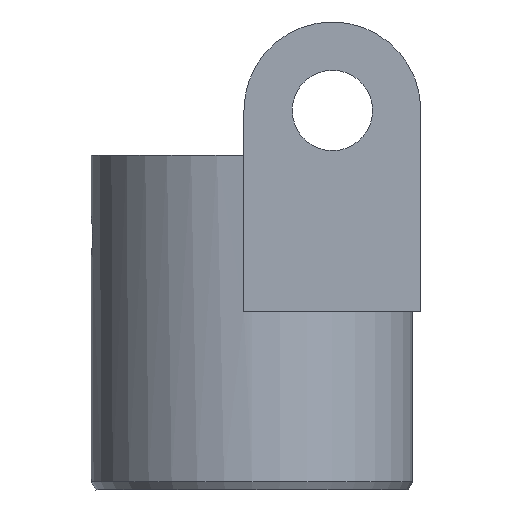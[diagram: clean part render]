
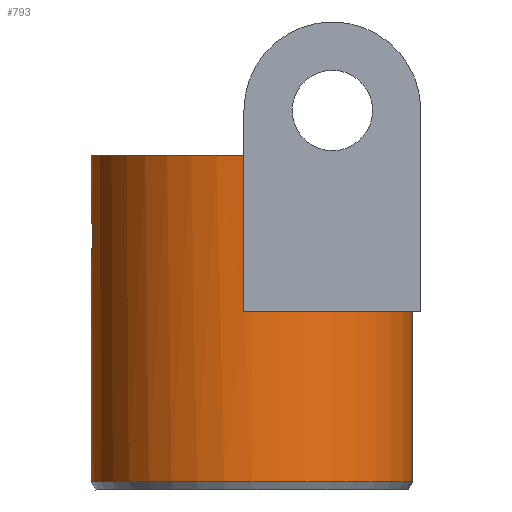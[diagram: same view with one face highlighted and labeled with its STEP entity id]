
A CAD part, left-side view. The second image highlights one B-rep face of the part: STEP entity #793.
In plain terms, the highlighted cylindrical face has radius 10 mm (diameter 20 mm), a full revolution.
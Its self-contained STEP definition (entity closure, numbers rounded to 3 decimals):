
#19=B_SPLINE_CURVE_WITH_KNOTS('',3,(#1265,#1266,#1267,#1268,#1269,#1270,
#1271,#1272,#1273,#1274,#1275,#1276,#1277,#1278,#1279,#1280,#1281,#1282,
#1283,#1284,#1285,#1286,#1287,#1288,#1289,#1290,#1291,#1292,#1293,#1294,
#1295,#1296,#1297,#1298),.UNSPECIFIED.,.T.,.F.,(4,2,2,2,2,2,2,2,2,2,2,2,
2,2,2,2,4),(0.,0.047,0.094,0.141,
0.189,0.236,0.283,0.33,
0.377,0.424,0.471,0.519,
0.566,0.613,0.66,0.707,0.754),
 .UNSPECIFIED.);
#23=CYLINDRICAL_SURFACE('',#856,10.);
#43=LINE('',#1310,#115);
#44=LINE('',#1314,#116);
#45=LINE('',#1319,#117);
#115=VECTOR('',#962,9.7);
#116=VECTOR('',#965,9.7);
#117=VECTOR('',#970,10.);
#187=FACE_BOUND('',#247,.T.);
#201=FACE_OUTER_BOUND('',#246,.T.);
#246=EDGE_LOOP('',(#557,#558,#559,#560,#561,#562,#563,#564,#565,#566));
#247=EDGE_LOOP('',(#567));
#299=CIRCLE('',#857,10.);
#300=CIRCLE('',#858,10.);
#301=CIRCLE('',#859,10.);
#302=CIRCLE('',#860,10.);
#303=CIRCLE('',#861,10.);
#304=CIRCLE('',#862,10.);
#342=VERTEX_POINT('',#1263);
#345=VERTEX_POINT('',#1306);
#346=VERTEX_POINT('',#1307);
#347=VERTEX_POINT('',#1309);
#348=VERTEX_POINT('',#1311);
#349=VERTEX_POINT('',#1313);
#350=VERTEX_POINT('',#1315);
#351=VERTEX_POINT('',#1318);
#352=VERTEX_POINT('',#1320);
#424=EDGE_CURVE('',#342,#342,#19,.T.);
#428=EDGE_CURVE('',#345,#346,#299,.T.);
#429=EDGE_CURVE('',#345,#347,#43,.T.);
#430=EDGE_CURVE('',#348,#347,#300,.T.);
#431=EDGE_CURVE('',#349,#348,#44,.T.);
#432=EDGE_CURVE('',#350,#349,#301,.T.);
#433=EDGE_CURVE('',#346,#350,#302,.T.);
#434=EDGE_CURVE('',#346,#351,#45,.T.);
#435=EDGE_CURVE('',#352,#351,#303,.T.);
#436=EDGE_CURVE('',#351,#352,#304,.T.);
#557=ORIENTED_EDGE('',*,*,#428,.F.);
#558=ORIENTED_EDGE('',*,*,#429,.T.);
#559=ORIENTED_EDGE('',*,*,#430,.F.);
#560=ORIENTED_EDGE('',*,*,#431,.F.);
#561=ORIENTED_EDGE('',*,*,#432,.F.);
#562=ORIENTED_EDGE('',*,*,#433,.F.);
#563=ORIENTED_EDGE('',*,*,#434,.T.);
#564=ORIENTED_EDGE('',*,*,#435,.F.);
#565=ORIENTED_EDGE('',*,*,#436,.F.);
#566=ORIENTED_EDGE('',*,*,#434,.F.);
#567=ORIENTED_EDGE('',*,*,#424,.T.);
#793=ADVANCED_FACE('',(#201,#187),#23,.T.);
#856=AXIS2_PLACEMENT_3D('',#1305,#958,#959);
#857=AXIS2_PLACEMENT_3D('',#1308,#960,#961);
#858=AXIS2_PLACEMENT_3D('',#1312,#963,#964);
#859=AXIS2_PLACEMENT_3D('',#1316,#966,#967);
#860=AXIS2_PLACEMENT_3D('',#1317,#968,#969);
#861=AXIS2_PLACEMENT_3D('',#1321,#971,#972);
#862=AXIS2_PLACEMENT_3D('',#1322,#973,#974);
#958=DIRECTION('center_axis',(0.,0.,1.));
#959=DIRECTION('ref_axis',(1.,0.,0.));
#960=DIRECTION('center_axis',(0.,0.,1.));
#961=DIRECTION('ref_axis',(-0.999,0.05,0.));
#962=DIRECTION('',(0.,0.,1.));
#963=DIRECTION('center_axis',(0.,0.,1.));
#964=DIRECTION('ref_axis',(0.999,0.05,0.));
#965=DIRECTION('',(0.,0.,1.));
#966=DIRECTION('center_axis',(0.,0.,1.));
#967=DIRECTION('ref_axis',(1.,0.,0.));
#968=DIRECTION('center_axis',(0.,0.,1.));
#969=DIRECTION('ref_axis',(-0.999,0.05,0.));
#970=DIRECTION('',(0.,0.,-1.));
#971=DIRECTION('center_axis',(0.,0.,-1.));
#972=DIRECTION('ref_axis',(-1.,0.,0.));
#973=DIRECTION('center_axis',(0.,0.,-1.));
#974=DIRECTION('ref_axis',(-1.,0.,0.));
#1263=CARTESIAN_POINT('',(1.25,9.922,6.));
#1265=CARTESIAN_POINT('Ctrl Pts',(-1.25,9.922,6.));
#1266=CARTESIAN_POINT('Ctrl Pts',(-1.25,9.922,5.843));
#1267=CARTESIAN_POINT('Ctrl Pts',(-1.219,9.926,5.675));
#1268=CARTESIAN_POINT('Ctrl Pts',(-1.091,9.941,5.367));
#1269=CARTESIAN_POINT('Ctrl Pts',(-0.995,9.951,5.227));
#1270=CARTESIAN_POINT('Ctrl Pts',(-0.773,9.971,5.005));
#1271=CARTESIAN_POINT('Ctrl Pts',(-0.633,9.981,4.909));
#1272=CARTESIAN_POINT('Ctrl Pts',(-0.325,9.996,4.781));
#1273=CARTESIAN_POINT('Ctrl Pts',(-0.157,10.,4.75));
#1274=CARTESIAN_POINT('Ctrl Pts',(0.157,10.,4.75));
#1275=CARTESIAN_POINT('Ctrl Pts',(0.325,9.996,4.781));
#1276=CARTESIAN_POINT('Ctrl Pts',(0.633,9.981,4.909));
#1277=CARTESIAN_POINT('Ctrl Pts',(0.773,9.971,5.005));
#1278=CARTESIAN_POINT('Ctrl Pts',(0.995,9.951,5.227));
#1279=CARTESIAN_POINT('Ctrl Pts',(1.091,9.941,5.367));
#1280=CARTESIAN_POINT('Ctrl Pts',(1.219,9.926,5.675));
#1281=CARTESIAN_POINT('Ctrl Pts',(1.25,9.922,5.843));
#1282=CARTESIAN_POINT('Ctrl Pts',(1.25,9.922,6.157));
#1283=CARTESIAN_POINT('Ctrl Pts',(1.219,9.926,6.325));
#1284=CARTESIAN_POINT('Ctrl Pts',(1.091,9.941,6.633));
#1285=CARTESIAN_POINT('Ctrl Pts',(0.995,9.951,6.773));
#1286=CARTESIAN_POINT('Ctrl Pts',(0.773,9.971,6.995));
#1287=CARTESIAN_POINT('Ctrl Pts',(0.633,9.981,7.091));
#1288=CARTESIAN_POINT('Ctrl Pts',(0.325,9.996,7.219));
#1289=CARTESIAN_POINT('Ctrl Pts',(0.157,10.,7.25));
#1290=CARTESIAN_POINT('Ctrl Pts',(-0.157,10.,7.25));
#1291=CARTESIAN_POINT('Ctrl Pts',(-0.325,9.996,7.219));
#1292=CARTESIAN_POINT('Ctrl Pts',(-0.633,9.981,7.091));
#1293=CARTESIAN_POINT('Ctrl Pts',(-0.773,9.971,6.995));
#1294=CARTESIAN_POINT('Ctrl Pts',(-0.995,9.951,6.773));
#1295=CARTESIAN_POINT('Ctrl Pts',(-1.091,9.941,6.633));
#1296=CARTESIAN_POINT('Ctrl Pts',(-1.219,9.926,6.325));
#1297=CARTESIAN_POINT('Ctrl Pts',(-1.25,9.922,6.157));
#1298=CARTESIAN_POINT('Ctrl Pts',(-1.25,9.922,6.));
#1305=CARTESIAN_POINT('Origin',(0.,0.,-9.8));
#1306=CARTESIAN_POINT('',(-9.987,0.5,1.3));
#1307=CARTESIAN_POINT('',(-10.,0.,1.3));
#1308=CARTESIAN_POINT('Origin',(0.,0.,1.3));
#1309=CARTESIAN_POINT('',(-9.987,0.5,11.));
#1310=CARTESIAN_POINT('',(-9.987,0.5,1.3));
#1311=CARTESIAN_POINT('',(9.987,0.5,11.));
#1312=CARTESIAN_POINT('Origin',(0.,0.,11.));
#1313=CARTESIAN_POINT('',(9.987,0.5,1.3));
#1314=CARTESIAN_POINT('',(9.987,0.5,1.3));
#1315=CARTESIAN_POINT('',(10.,0.,1.3));
#1316=CARTESIAN_POINT('Origin',(0.,0.,1.3));
#1317=CARTESIAN_POINT('Origin',(0.,0.,1.3));
#1318=CARTESIAN_POINT('',(-10.,0.,-9.3));
#1319=CARTESIAN_POINT('',(-10.,0.,-9.8));
#1320=CARTESIAN_POINT('',(0.,10.,-9.3));
#1321=CARTESIAN_POINT('Origin',(0.,0.,-9.3));
#1322=CARTESIAN_POINT('Origin',(0.,0.,-9.3));
